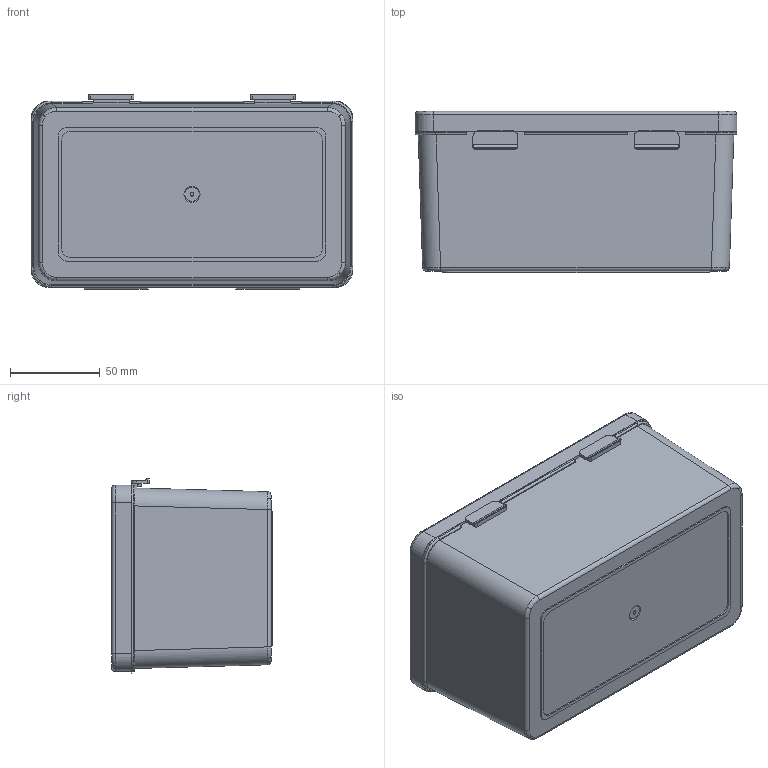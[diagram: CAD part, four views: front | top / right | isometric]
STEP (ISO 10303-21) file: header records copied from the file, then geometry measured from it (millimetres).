
FILE_DESCRIPTION (( 'STEP AP214' ), '1' );
FILE_NAME ('B144 Êîðîáêà ïëàñòèêîâàÿ, 180x105x88 ìì.STEP', '2020-04-06T13:10:47', ( '' ), ( '' ), 'SwSTEP 2.0', 'SolidWorks 2020', '' );
FILE_SCHEMA (( 'AUTOMOTIVE_DESIGN' ));
Length unit declared in the file: millimetre
Products named in the file (4): B144 Êîðîáêà ïëàñòèêîâàÿ, 180x105x88 ìì; B144 Çàùåëêà; B144 Êðûøêà; B144 Åìêîñòü
Assembly tree (4 placements, depth 2):
  B144 Êîðîáêà ïëàñòèêîâàÿ, 180x105x88 ìì
    B144 Åìêîñòü
    B144 Êðûøêà
    B144 Çàùåëêà  x2
Bounding box: 179.5 x 89.8 x 108.5 mm (x, y, z)
Volume: 125542.4 mm3; surface area: 171259.6 mm2
Topology: 6 solids, 6 shells, 322 faces, 795 edges, 494 vertices
Faces by surface type: plane 133, cylinder 125, bspline 36, torus 24, sphere 4
Entity records: 9455 total; most frequent: CARTESIAN_POINT 2731, ORIENTED_EDGE 1426, DIRECTION 1319, EDGE_CURVE 713, AXIS2_PLACEMENT_3D 452, VERTEX_POINT 444, LINE 415, VECTOR 415
